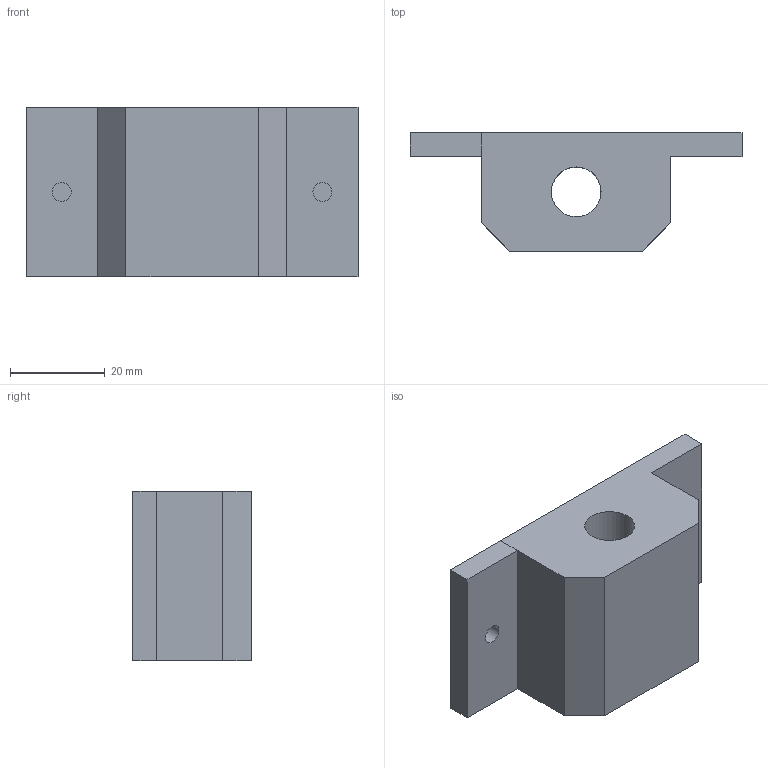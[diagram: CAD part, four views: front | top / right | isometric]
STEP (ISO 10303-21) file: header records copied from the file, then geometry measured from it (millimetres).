
FILE_DESCRIPTION(/* description */ (''),/* implementation_level */ '2;1');
FILE_NAME(/* name */ 'Bed Bracket 2.step',/* time_stamp */ '2026-01-06T23:09:53-06:00',/* author */ (''),/* organization */ (''),/* preprocessor_version */ 'ST-DEVELOPER v20.1',/* originating_system */ 'Autodesk Translation Framework v14.21.0.0',/* authorisation */ '');
FILE_SCHEMA (('AUTOMOTIVE_DESIGN { 1 0 10303 214 3 1 1 }'));
Length unit declared in the file: millimetre
Products named in the file (1): Bed Bracket 2
Bounding box: 70.08 x 25 x 35.84 mm (x, y, z)
Volume: 36239.7 mm3; surface area: 10472.3 mm2
Topology: 1 solids, 1 shells, 27 faces, 55 edges, 36 vertices
Faces by surface type: plane 20, cylinder 7
Full cylindrical faces by diameter (mm): 3.3 x4, 4 x2, 10.5 x1
Entity records: 751 total; most frequent: DIRECTION 125, CARTESIAN_POINT 119, ORIENTED_EDGE 110, EDGE_CURVE 55, AXIS2_PLACEMENT_3D 42, LINE 41, VECTOR 41, VERTEX_POINT 36
